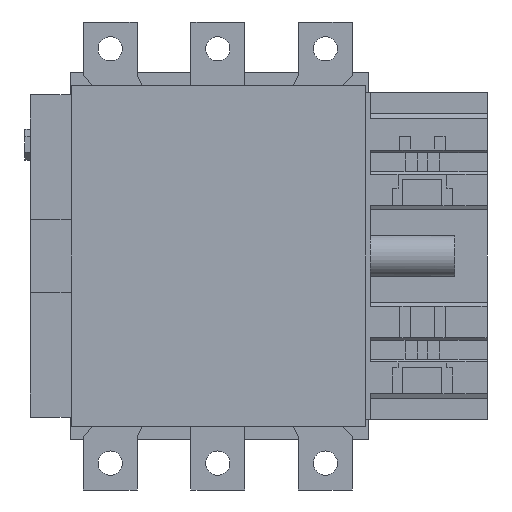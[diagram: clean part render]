
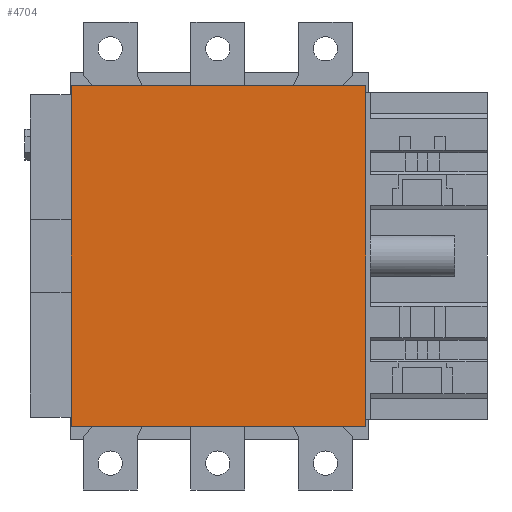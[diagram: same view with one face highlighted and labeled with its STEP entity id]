
A CAD part, front view. The second image highlights one B-rep face of the part: STEP entity #4704.
In plain terms, the highlighted planar face has unit normal (0, -1, 0).
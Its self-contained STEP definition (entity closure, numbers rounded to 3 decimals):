
#1=DIRECTION('',(0.,0.,1.));
#2=VECTOR('',#1,126.5);
#3=CARTESIAN_POINT('',(-54.75,0.,-63.25));
#4=LINE('',#3,#2);
#5=DIRECTION('',(1.,0.,0.));
#6=VECTOR('',#5,109.5);
#7=CARTESIAN_POINT('',(-54.75,0.,63.25));
#8=LINE('',#7,#6);
#9=DIRECTION('',(0.,0.,-1.));
#10=VECTOR('',#9,126.5);
#11=CARTESIAN_POINT('',(54.75,0.,63.25));
#12=LINE('',#11,#10);
#13=DIRECTION('',(-1.,0.,0.));
#14=VECTOR('',#13,109.5);
#15=CARTESIAN_POINT('',(54.75,0.,-63.25));
#16=LINE('',#15,#14);
#3561=CARTESIAN_POINT('',(-54.75,0.,-63.25));
#3562=CARTESIAN_POINT('',(-54.75,0.,63.25));
#3563=VERTEX_POINT('',#3561);
#3564=VERTEX_POINT('',#3562);
#3565=CARTESIAN_POINT('',(54.75,0.,63.25));
#3566=VERTEX_POINT('',#3565);
#3567=CARTESIAN_POINT('',(54.75,0.,-63.25));
#3568=VERTEX_POINT('',#3567);
#4689=CARTESIAN_POINT('',(0.,0.,0.));
#4690=DIRECTION('',(0.,1.,0.));
#4691=DIRECTION('',(1.,0.,0.));
#4692=AXIS2_PLACEMENT_3D('',#4689,#4690,#4691);
#4693=PLANE('',#4692);
#4695=ORIENTED_EDGE('',*,*,#4694,.T.);
#4697=ORIENTED_EDGE('',*,*,#4696,.T.);
#4699=ORIENTED_EDGE('',*,*,#4698,.T.);
#4701=ORIENTED_EDGE('',*,*,#4700,.T.);
#4702=EDGE_LOOP('',(#4695,#4697,#4699,#4701));
#4703=FACE_OUTER_BOUND('',#4702,.F.);
#4704=ADVANCED_FACE('',(#4703),#4693,.F.);
#4694=EDGE_CURVE('',#3563,#3564,#4,.T.);
#4696=EDGE_CURVE('',#3564,#3566,#8,.T.);
#4698=EDGE_CURVE('',#3566,#3568,#12,.T.);
#4700=EDGE_CURVE('',#3568,#3563,#16,.T.);
